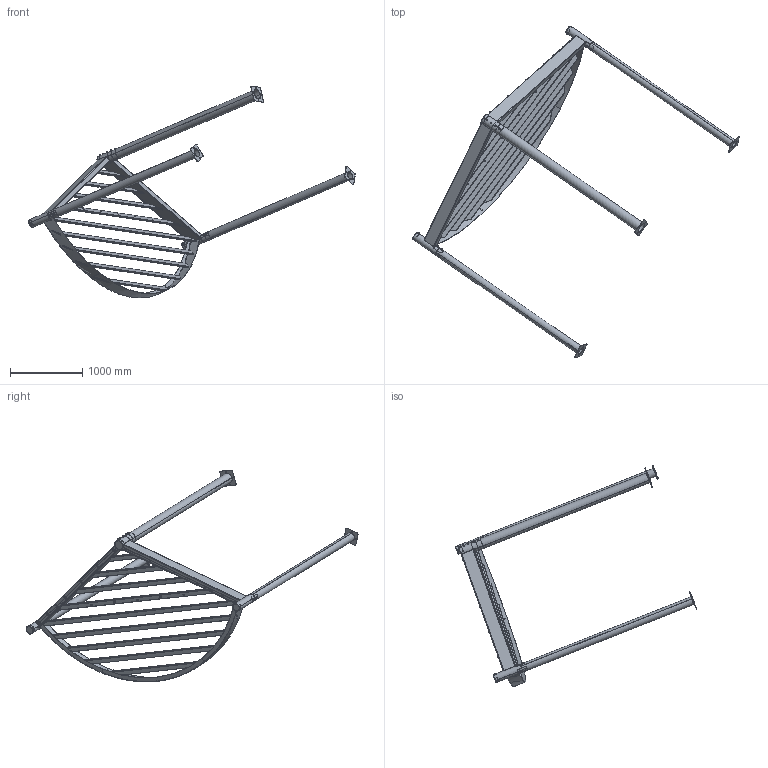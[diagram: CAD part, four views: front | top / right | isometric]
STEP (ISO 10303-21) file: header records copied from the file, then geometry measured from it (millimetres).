
FILE_DESCRIPTION (( 'STEP AP214' ), '1' );
FILE_NAME ('VERSION 1-3.STEP', '2025-03-17T14:36:30', ( 'Util' ), ( '' ), 'SwSTEP 2.0', 'SolidWorks 2025', '' );
FILE_SCHEMA (( 'AUTOMOTIVE_DESIGN' ));
Length unit declared in the file: millimetre
Products named in the file (26): Boulon vis_tête-fraisée M10 - espace 114.5; Cornière lattes découpée V3_Cornière arrondie pour lattes - partie haute; VERSION 1-3; Boulon vis tête fraisée M10 - espace 20; Vis_tête-fraisée_bene_inox_210203-10X130; Bouchon poteau_Bouchon 114.3; Rondelle_bene_inox_216505-10; Vis_bene_inox_210202-10X25; Bouchon poteau_Bouchon 139.7; Cornière lattes découpée V3_Cornière arrondie pour lattes - partie basse; Poteau_Poteau extérieur; Poteau_Poteau central - 1 tier; Pièce2^Assemblage cornières V3; Ecrou_borgne_bene_inox_215604-10; Boulon vis M10_écou_à_insert - espace 5; Vis H_bene_inox_210101-10X160; Boulon vis M10_écou_à_insert - espace 145; Cornière pour tôle cintrée découpée V3_Cornière pour tôle cintrée - partie basse; Vis_tête-fraisée_bene_inox_210203-10X150; Boulon vis_tête-fraisée M10 - espace 140; Cadre tubes V3_Cadre tubes_2 tiers<Brut d''usinage>; Ecrou_insert_bene_inox_219638-10; Cornière lattes découpée V3_Cornière triangle + lattes + rajout + perçages bouchons; Assemblage cornières V3_Cornière entière + lattes; Vis tête fraisée-bene_inox_210208-10X30; Cornière pour tôle cintrée découpée V3_Cornière pour tôle cintrée - partie haute
Assembly tree (65 placements, depth 3):
  VERSION 1-3
    Poteau_Poteau central - 1 tier
    Poteau_Poteau extérieur  x2
    Cadre tubes V3_Cadre tubes_2 tiers<Brut d''usinage>
    Assemblage cornières V3_Cornière entière + lattes
      Cornière lattes découpée V3_Cornière arrondie pour lattes - partie basse
      Cornière pour tôle cintrée découpée V3_Cornière pour tôle cintrée - partie basse
      Cornière lattes découpée V3_Cornière triangle + lattes + rajout + perçages bouchons
      Cornière lattes découpée V3_Cornière arrondie pour lattes - partie haute
      Cornière pour tôle cintrée découpée V3_Cornière pour tôle cintrée - partie haute
    Bouchon poteau_Bouchon 114.3  x2
    Bouchon poteau_Bouchon 139.7
    Boulon vis M10_écou_à_insert - espace 5  x21
      Ecrou_insert_bene_inox_219638-10
      Vis_bene_inox_210202-10X25
      Rondelle_bene_inox_216505-10
    Boulon vis tête fraisée M10 - espace 20  x5
      Rondelle_bene_inox_216505-10
      Ecrou_borgne_bene_inox_215604-10
      Vis tête fraisée-bene_inox_210208-10X30
    Boulon vis M10_écou_à_insert - espace 145  x3
      Vis H_bene_inox_210101-10X160
      Ecrou_insert_bene_inox_219638-10
      Rondelle_bene_inox_216505-10
    Boulon vis_tête-fraisée M10 - espace 114.5  x6
      Vis_tête-fraisée_bene_inox_210203-10X130
      Rondelle_bene_inox_216505-10
      Ecrou_borgne_bene_inox_215604-10
    Boulon vis_tête-fraisée M10 - espace 140  x2
      Vis_tête-fraisée_bene_inox_210203-10X150
      Rondelle_bene_inox_216505-10
      Ecrou_borgne_bene_inox_215604-10
  Pièce2^Assemblage cornières V3
Bounding box: 4512.82 x 4588.96 x 2929.52 mm (x, y, z)
Volume: 44208625.9 mm3; surface area: 25068781.5 mm2
Topology: 157 solids, 157 shells, 3187 faces, 7455 edges, 4594 vertices
Faces by surface type: plane 1512, cylinder 987, cone 588, torus 74, sphere 26
Entity records: 47136 total; most frequent: CARTESIAN_POINT 19160, ORIENTED_EDGE 5786, DIRECTION 5130, EDGE_CURVE 2893, VERTEX_POINT 1884, AXIS2_PLACEMENT_3D 1714, VECTOR 1702, LINE 1702
